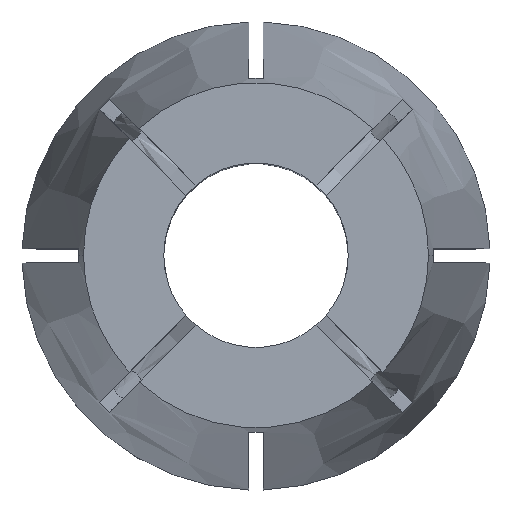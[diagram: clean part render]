
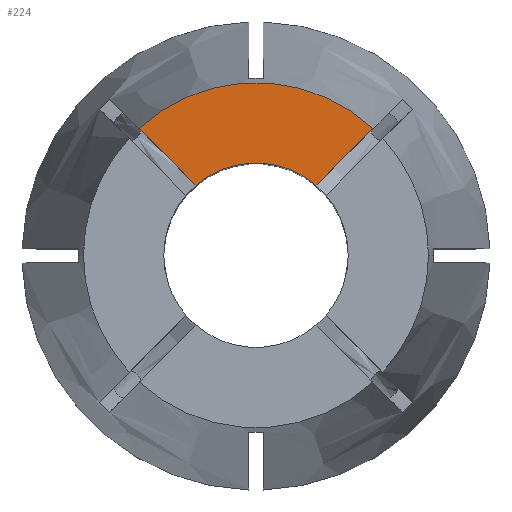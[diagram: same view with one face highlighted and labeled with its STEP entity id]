
A CAD part, top view. The second image highlights one B-rep face of the part: STEP entity #224.
In plain terms, the highlighted planar face has unit normal (0, 0, 1).
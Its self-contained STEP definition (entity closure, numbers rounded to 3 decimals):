
#18 = DIRECTION ( 'NONE',  ( 1., 0., 0. ) ) ;
#96 = DIRECTION ( 'NONE',  ( -1., 0., 0. ) ) ;
#224 = ADVANCED_FACE ( 'NONE', ( #2815 ), #1230, .F. ) ;
#251 = CARTESIAN_POINT ( 'NONE',  ( 8.236, 8.943, 0. ) ) ;
#567 = CARTESIAN_POINT ( 'NONE',  ( -8.236, 8.943, 0. ) ) ;
#614 = DIRECTION ( 'NONE',  ( 0., 0., 1. ) ) ;
#854 = VECTOR ( 'NONE', #962, 1000. ) ;
#872 = VERTEX_POINT ( 'NONE', #567 ) ;
#885 = AXIS2_PLACEMENT_3D ( 'NONE', #1935, #614, #2155 ) ;
#904 = AXIS2_PLACEMENT_3D ( 'NONE', #2797, #1450, #96 ) ;
#905 = AXIS2_PLACEMENT_3D ( 'NONE', #2709, #1373, #18 ) ;
#933 = ORIENTED_EDGE ( 'NONE', *, *, #1726, .T. ) ;
#962 = DIRECTION ( 'NONE',  ( 0.707, 0.707, 0. ) ) ;
#983 = ORIENTED_EDGE ( 'NONE', *, *, #2655, .F. ) ;
#1144 = CIRCLE ( 'NONE', #905, 6.5 ) ;
#1230 = PLANE ( 'NONE',  #904 ) ;
#1261 = VERTEX_POINT ( 'NONE', #2768 ) ;
#1292 = ORIENTED_EDGE ( 'NONE', *, *, #2795, .T. ) ;
#1341 = ORIENTED_EDGE ( 'NONE', *, *, #2437, .T. ) ;
#1373 = DIRECTION ( 'NONE',  ( 0., 0., 1. ) ) ;
#1438 = DIRECTION ( 'NONE',  ( 0.707, -0.707, 0. ) ) ;
#1450 = DIRECTION ( 'NONE',  ( 0., 0., -1. ) ) ;
#1492 = VECTOR ( 'NONE', #1438, 1000. ) ;
#1726 = EDGE_CURVE ( 'NONE', #2330, #872, #2351, .T. ) ;
#1813 = CARTESIAN_POINT ( 'NONE',  ( -4.229, 4.936, 0. ) ) ;
#1935 = CARTESIAN_POINT ( 'NONE',  ( 0., 0., 0. ) ) ;
#2155 = DIRECTION ( 'NONE',  ( 1., 0., 0. ) ) ;
#2210 = LINE ( 'NONE', #2300, #1492 ) ;
#2275 = CARTESIAN_POINT ( 'NONE',  ( -0.354, 0.354, 0. ) ) ;
#2300 = CARTESIAN_POINT ( 'NONE',  ( 0.354, 0.354, 0. ) ) ;
#2330 = VERTEX_POINT ( 'NONE', #251 ) ;
#2351 = CIRCLE ( 'NONE', #885, 12.158 ) ;
#2437 = EDGE_CURVE ( 'NONE', #872, #2667, #2210, .T. ) ;
#2561 = EDGE_LOOP ( 'NONE', ( #983, #1292, #933, #1341 ) ) ;
#2625 = LINE ( 'NONE', #2275, #854 ) ;
#2655 = EDGE_CURVE ( 'NONE', #1261, #2667, #1144, .T. ) ;
#2667 = VERTEX_POINT ( 'NONE', #1813 ) ;
#2709 = CARTESIAN_POINT ( 'NONE',  ( 0., 0., 0. ) ) ;
#2768 = CARTESIAN_POINT ( 'NONE',  ( 4.229, 4.936, 0. ) ) ;
#2795 = EDGE_CURVE ( 'NONE', #1261, #2330, #2625, .T. ) ;
#2797 = CARTESIAN_POINT ( 'NONE',  ( 0., 0., 0. ) ) ;
#2815 = FACE_OUTER_BOUND ( 'NONE', #2561, .T. ) ;
